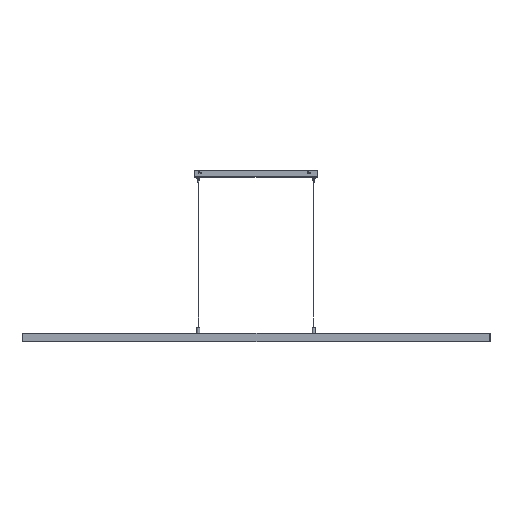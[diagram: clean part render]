
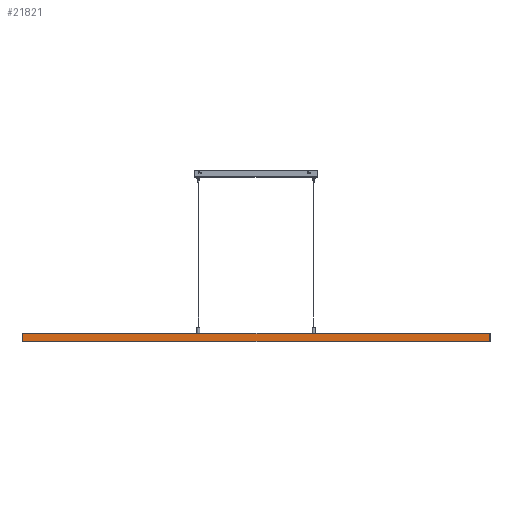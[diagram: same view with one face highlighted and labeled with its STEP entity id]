
A CAD part, top view. The second image highlights one B-rep face of the part: STEP entity #21821.
In plain terms, the highlighted planar face has unit normal (0, 0, 1).
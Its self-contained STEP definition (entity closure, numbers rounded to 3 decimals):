
#591 = ORIENTED_EDGE ( 'NONE', *, *, #8521, .T. ) ;
#2522 = CARTESIAN_POINT ( 'NONE',  ( -754.8, -522.3, 12.75 ) ) ;
#2950 = DIRECTION ( 'NONE',  ( 0., -1., 0. ) ) ;
#4465 = DIRECTION ( 'NONE',  ( 0., -1., 0. ) ) ;
#4634 = LINE ( 'NONE', #31920, #6609 ) ;
#4645 = EDGE_CURVE ( 'NONE', #9959, #41433, #4634, .T. ) ;
#6061 = ORIENTED_EDGE ( 'NONE', *, *, #4645, .F. ) ;
#6342 = VECTOR ( 'NONE', #2950, 1000. ) ;
#6609 = VECTOR ( 'NONE', #29108, 1000. ) ;
#8521 = EDGE_CURVE ( 'NONE', #17642, #41433, #32880, .T. ) ;
#9959 = VERTEX_POINT ( 'NONE', #32289 ) ;
#11720 = AXIS2_PLACEMENT_3D ( 'NONE', #35511, #32609, #23211 ) ;
#12806 = EDGE_CURVE ( 'NONE', #23144, #17642, #41297, .T. ) ;
#15262 = CARTESIAN_POINT ( 'NONE',  ( 741.2, -522.3, 12.75 ) ) ;
#15771 = CARTESIAN_POINT ( 'NONE',  ( -754.8, -546.5, 12.75 ) ) ;
#15801 = VECTOR ( 'NONE', #28612, 1000. ) ;
#16206 = PLANE ( 'NONE',  #11720 ) ;
#17642 = VERTEX_POINT ( 'NONE', #2522 ) ;
#18118 = VECTOR ( 'NONE', #4465, 1000. ) ;
#19131 = FACE_OUTER_BOUND ( 'NONE', #19775, .T. ) ;
#19775 = EDGE_LOOP ( 'NONE', ( #591, #6061, #36145, #36396 ) ) ;
#20139 = LINE ( 'NONE', #33372, #18118 ) ;
#21821 = ADVANCED_FACE ( 'NONE', ( #19131 ), #16206, .F. ) ;
#23144 = VERTEX_POINT ( 'NONE', #15262 ) ;
#23211 = DIRECTION ( 'NONE',  ( 0., 1., 0. ) ) ;
#25333 = CARTESIAN_POINT ( 'NONE',  ( -754.8, -546.5, 12.75 ) ) ;
#28612 = DIRECTION ( 'NONE',  ( -1., 0., 0. ) ) ;
#29108 = DIRECTION ( 'NONE',  ( -1., 0., 0. ) ) ;
#31920 = CARTESIAN_POINT ( 'NONE',  ( 741.2, -546.5, 12.75 ) ) ;
#32289 = CARTESIAN_POINT ( 'NONE',  ( 741.2, -546.5, 12.75 ) ) ;
#32609 = DIRECTION ( 'NONE',  ( 0., 0., -1. ) ) ;
#32880 = LINE ( 'NONE', #15771, #6342 ) ;
#33372 = CARTESIAN_POINT ( 'NONE',  ( 741.2, -546.5, 12.75 ) ) ;
#35511 = CARTESIAN_POINT ( 'NONE',  ( 741.2, -546.5, 12.75 ) ) ;
#36145 = ORIENTED_EDGE ( 'NONE', *, *, #36405, .F. ) ;
#36396 = ORIENTED_EDGE ( 'NONE', *, *, #12806, .T. ) ;
#36405 = EDGE_CURVE ( 'NONE', #23144, #9959, #20139, .T. ) ;
#38236 = CARTESIAN_POINT ( 'NONE',  ( 741.2, -522.3, 12.75 ) ) ;
#41297 = LINE ( 'NONE', #38236, #15801 ) ;
#41433 = VERTEX_POINT ( 'NONE', #25333 ) ;
